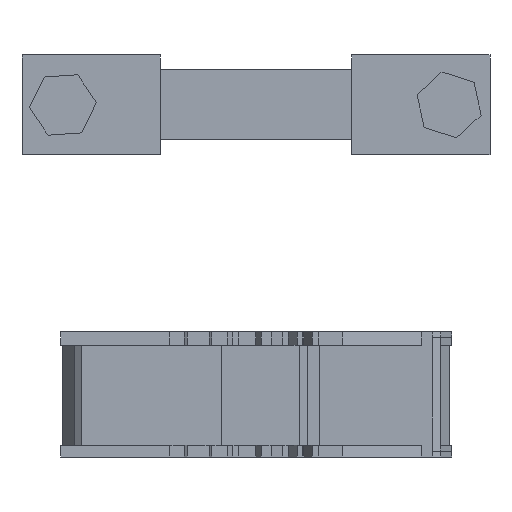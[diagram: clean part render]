
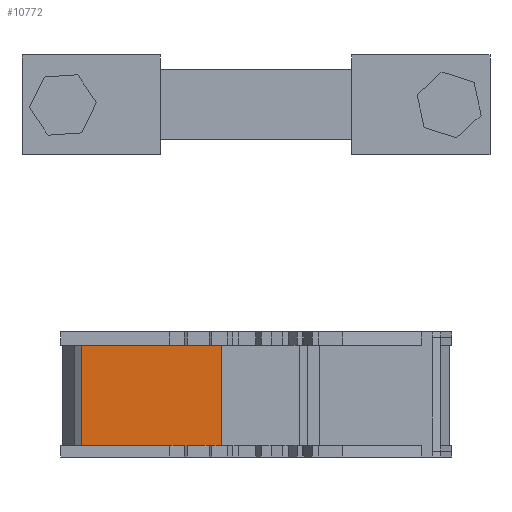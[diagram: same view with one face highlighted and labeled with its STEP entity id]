
A CAD part, front view. The second image highlights one B-rep face of the part: STEP entity #10772.
In plain terms, the highlighted planar face has unit normal (0, -1, 0).
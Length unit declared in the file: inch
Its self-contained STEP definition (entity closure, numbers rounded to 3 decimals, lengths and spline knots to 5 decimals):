
#518 = EDGE_CURVE ( 'NONE', #14034, #17440, #8596, .T. ) ;
#1840 = DIRECTION ( 'NONE',  ( 1., 0., 0. ) ) ;
#2271 = LINE ( 'NONE', #11584, #12882 ) ;
#2373 = DIRECTION ( 'NONE',  ( 0., 0., 1. ) ) ;
#2561 = CARTESIAN_POINT ( 'NONE',  ( -0.50346, 0.08149, -0.05 ) ) ;
#2985 = ORIENTED_EDGE ( 'NONE', *, *, #18190, .F. ) ;
#3696 = CARTESIAN_POINT ( 'NONE',  ( -1.51201, 0.08149, 0.81661 ) ) ;
#3940 = VERTEX_POINT ( 'NONE', #4660 ) ;
#4111 = DIRECTION ( 'NONE',  ( 0., 0., -1. ) ) ;
#4660 = CARTESIAN_POINT ( 'NONE',  ( -0.30036, 0.08149, 0.81661 ) ) ;
#5266 = ORIENTED_EDGE ( 'NONE', *, *, #15785, .F. ) ;
#5319 = DIRECTION ( 'NONE',  ( 1., 0., 0. ) ) ;
#5451 = DIRECTION ( 'NONE',  ( 0., -1., 0. ) ) ;
#6454 = CARTESIAN_POINT ( 'NONE',  ( -1.51201, 0.08149, -0.05 ) ) ;
#7787 = EDGE_CURVE ( 'NONE', #13666, #3940, #7871, .T. ) ;
#7871 = LINE ( 'NONE', #10824, #12734 ) ;
#8083 = ORIENTED_EDGE ( 'NONE', *, *, #7787, .F. ) ;
#8350 = ORIENTED_EDGE ( 'NONE', *, *, #518, .T. ) ;
#8596 = LINE ( 'NONE', #2561, #13439 ) ;
#9902 = AXIS2_PLACEMENT_3D ( 'NONE', #13346, #5451, #14853 ) ;
#10664 = EDGE_LOOP ( 'NONE', ( #8083, #2985, #8350, #5266 ) ) ;
#10772 = ADVANCED_FACE ( 'NONE', ( #16283 ), #19463, .T. ) ;
#10824 = CARTESIAN_POINT ( 'NONE',  ( 0., 0.08149, 0.81661 ) ) ;
#11584 = CARTESIAN_POINT ( 'NONE',  ( -1.51201, 0.08149, -0.15 ) ) ;
#12734 = VECTOR ( 'NONE', #1840, 39.37008 ) ;
#12882 = VECTOR ( 'NONE', #2373, 39.37008 ) ;
#13346 = CARTESIAN_POINT ( 'NONE',  ( 0., 0.08149, -0.71339 ) ) ;
#13439 = VECTOR ( 'NONE', #5319, 39.37008 ) ;
#13666 = VERTEX_POINT ( 'NONE', #3696 ) ;
#13968 = VECTOR ( 'NONE', #4111, 39.37008 ) ;
#14034 = VERTEX_POINT ( 'NONE', #6454 ) ;
#14839 = CARTESIAN_POINT ( 'NONE',  ( -0.30036, 0.08149, -0.05 ) ) ;
#14853 = DIRECTION ( 'NONE',  ( 1., 0., 0. ) ) ;
#15785 = EDGE_CURVE ( 'NONE', #3940, #17440, #16688, .T. ) ;
#16283 = FACE_OUTER_BOUND ( 'NONE', #10664, .T. ) ;
#16688 = LINE ( 'NONE', #18032, #13968 ) ;
#17440 = VERTEX_POINT ( 'NONE', #14839 ) ;
#18032 = CARTESIAN_POINT ( 'NONE',  ( -0.30036, 0.08149, -0.71339 ) ) ;
#18190 = EDGE_CURVE ( 'NONE', #14034, #13666, #2271, .T. ) ;
#19463 = PLANE ( 'NONE',  #9902 ) ;
